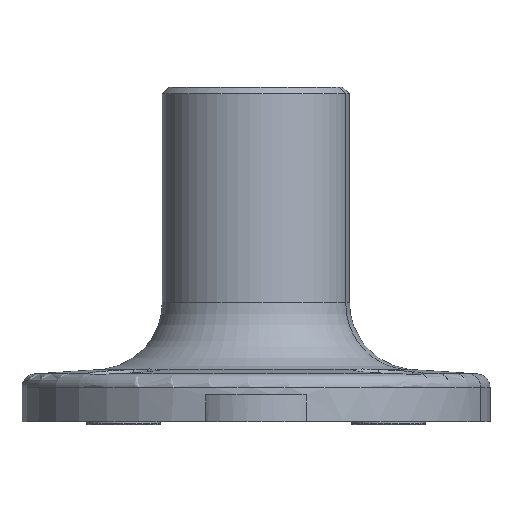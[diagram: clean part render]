
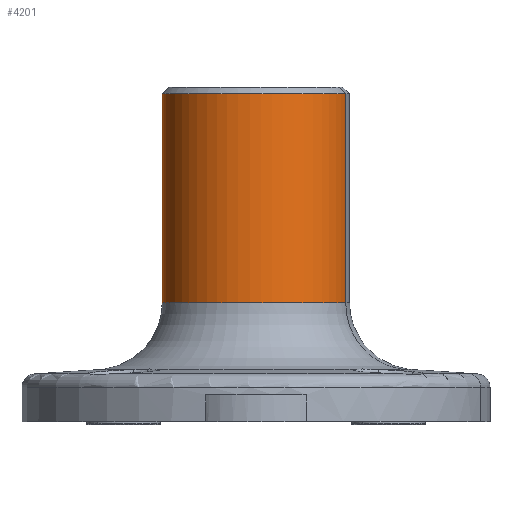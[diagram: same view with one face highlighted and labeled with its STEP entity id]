
A CAD part, front view. The second image highlights one B-rep face of the part: STEP entity #4201.
In plain terms, the highlighted cylindrical face has radius 14 mm (diameter 28 mm), a partial arc.
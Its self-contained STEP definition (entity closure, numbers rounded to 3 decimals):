
#12 = CYLINDRICAL_SURFACE ( 'NONE', #13491, 14. ) ;
#19 = CARTESIAN_POINT ( 'NONE',  ( -2.183, -13.95, 32.845 ) ) ;
#210 = CARTESIAN_POINT ( 'NONE',  ( 12.052, -7.355, 1.601 ) ) ;
#1070 = FACE_OUTER_BOUND ( 'NONE', #6558, .T. ) ;
#1073 = CARTESIAN_POINT ( 'NONE',  ( -11.408, -8.32, 32.845 ) ) ;
#1261 = CARTESIAN_POINT ( 'NONE',  ( 9.753, -10.21, 1.601 ) ) ;
#1284 = CARTESIAN_POINT ( 'NONE',  ( -0.323, -14.116, 32.845 ) ) ;
#1653 = ORIENTED_EDGE ( 'NONE', *, *, #6854, .F. ) ;
#1798 = VERTEX_POINT ( 'NONE', #10257 ) ;
#2192 = CARTESIAN_POINT ( 'NONE',  ( 13.434, -3.942, 32.845 ) ) ;
#2407 = CARTESIAN_POINT ( 'NONE',  ( 12.918, -5.7, 32.845 ) ) ;
#2551 = CARTESIAN_POINT ( 'NONE',  ( 13.434, -3.942, 1.601 ) ) ;
#2896 = ORIENTED_EDGE ( 'NONE', *, *, #5475, .T. ) ;
#3022 = CARTESIAN_POINT ( 'NONE',  ( -13.434, 3.942, 1.601 ) ) ;
#3233 = CARTESIAN_POINT ( 'NONE',  ( -13.95, 2.183, 1.601 ) ) ;
#3249 = DIRECTION ( 'NONE',  ( 0., 0., 1. ) ) ;
#3254 = CARTESIAN_POINT ( 'NONE',  ( -13.434, 3.942, 32.845 ) ) ;
#3338 = VERTEX_POINT ( 'NONE', #5039 ) ;
#3443 = CARTESIAN_POINT ( 'NONE',  ( 13.434, -3.942, 1.601 ) ) ;
#3654 = DIRECTION ( 'NONE',  ( -0.96, 0.282, 0. ) ) ;
#4076 = CARTESIAN_POINT ( 'NONE',  ( -13.434, 3.942, 32.845 ) ) ;
#4201 = ADVANCED_FACE ( 'NONE', ( #1070 ), #12, .T. ) ;
#4219 = CARTESIAN_POINT ( 'NONE',  ( -10.21, -9.753, 1.601 ) ) ;
#4500 = CARTESIAN_POINT ( 'NONE',  ( 12.918, -5.7, 1.601 ) ) ;
#4596 = CARTESIAN_POINT ( 'NONE',  ( -13.95, 2.183, 32.845 ) ) ;
#5039 = CARTESIAN_POINT ( 'NONE',  ( -13.434, 3.942, 1.601 ) ) ;
#5282 = CARTESIAN_POINT ( 'NONE',  ( -13.165, -5.104, 1.601 ) ) ;
#5475 = EDGE_CURVE ( 'NONE', #3338, #7753, #10737, .T. ) ;
#5488 = CARTESIAN_POINT ( 'NONE',  ( 8.32, -11.408, 1.601 ) ) ;
#5578 = CARTESIAN_POINT ( 'NONE',  ( -13.165, -5.104, 32.845 ) ) ;
#5811 = CARTESIAN_POINT ( 'NONE',  ( 13.434, -3.942, 32.845 ) ) ;
#6158 = VERTEX_POINT ( 'NONE', #5811 ) ;
#6400 = ORIENTED_EDGE ( 'NONE', *, *, #13203, .T. ) ;
#6424 = CARTESIAN_POINT ( 'NONE',  ( 0., 0., 8.845 ) ) ;
#6429 = CARTESIAN_POINT ( 'NONE',  ( -7.355, -12.052, 32.845 ) ) ;
#6550 = CARTESIAN_POINT ( 'NONE',  ( 3.321, -13.723, 1.601 ) ) ;
#6558 = EDGE_LOOP ( 'NONE', ( #2896, #6400, #12485, #1653 ) ) ;
#6577 = B_SPLINE_CURVE_WITH_KNOTS ( 'NONE', 1,
 ( #7865, #7030 ),
 .UNSPECIFIED., .F., .F.,
 ( 2, 2 ),
 ( 0., 1. ),
 .UNSPECIFIED. ) ;
#6615 = CARTESIAN_POINT ( 'NONE',  ( -2.183, -13.95, 1.601 ) ) ;
#6639 = CARTESIAN_POINT ( 'NONE',  ( -14.116, 0.323, 32.845 ) ) ;
#6854 = EDGE_CURVE ( 'NONE', #3338, #1798, #7274, .T. ) ;
#7030 = CARTESIAN_POINT ( 'NONE',  ( 13.434, -3.942, 32.845 ) ) ;
#7274 = B_SPLINE_CURVE_WITH_KNOTS ( 'NONE', 1,
 ( #3022, #4076 ),
 .UNSPECIFIED., .F., .F.,
 ( 2, 2 ),
 ( 0., 1. ),
 .UNSPECIFIED. ) ;
#7601 = CARTESIAN_POINT ( 'NONE',  ( -14.116, 0.323, 1.601 ) ) ;
#7669 = CARTESIAN_POINT ( 'NONE',  ( -5.7, -12.918, 1.601 ) ) ;
#7753 = VERTEX_POINT ( 'NONE', #2551 ) ;
#7765 = CARTESIAN_POINT ( 'NONE',  ( 5.104, -13.165, 32.845 ) ) ;
#7865 = CARTESIAN_POINT ( 'NONE',  ( 13.434, -3.942, 1.601 ) ) ;
#8516 = CARTESIAN_POINT ( 'NONE',  ( -7.355, -12.052, 1.601 ) ) ;
#8813 = CARTESIAN_POINT ( 'NONE',  ( -5.7, -12.918, 32.845 ) ) ;
#8884 = CARTESIAN_POINT ( 'NONE',  ( 9.753, -10.21, 32.845 ) ) ;
#9651 = CARTESIAN_POINT ( 'NONE',  ( -10.21, -9.753, 32.845 ) ) ;
#10257 = CARTESIAN_POINT ( 'NONE',  ( -13.434, 3.942, 32.845 ) ) ;
#10737 = B_SPLINE_CURVE_WITH_KNOTS ( 'NONE', 3,
 ( #10760, #3233, #7601, #11880, #5282, #13852, #4219, #8516, #7669, #6615, #10901, #6550, #10834, #5488, #1261, #210, #4500, #3443 ),
 .UNSPECIFIED., .F., .F.,
 ( 4, 2, 2, 2, 2, 2, 2, 2, 4 ),
 ( 0., 0.125, 0.25, 0.375, 0.5, 0.625, 0.75, 0.875, 1. ),
 .UNSPECIFIED. ) ;
#10760 = CARTESIAN_POINT ( 'NONE',  ( -13.434, 3.942, 1.601 ) ) ;
#10834 = CARTESIAN_POINT ( 'NONE',  ( 5.104, -13.165, 1.601 ) ) ;
#10901 = CARTESIAN_POINT ( 'NONE',  ( -0.323, -14.116, 1.601 ) ) ;
#10926 = CARTESIAN_POINT ( 'NONE',  ( -13.723, -3.321, 32.845 ) ) ;
#10961 = B_SPLINE_CURVE_WITH_KNOTS ( 'NONE', 3,
 ( #3254, #4596, #6639, #10926, #5578, #1073, #9651, #6429, #8813, #19, #1284, #13099, #7765, #12886, #8884, #11830, #2407, #2192 ),
 .UNSPECIFIED., .F., .F.,
 ( 4, 2, 2, 2, 2, 2, 2, 2, 4 ),
 ( 0., 0.125, 0.25, 0.375, 0.5, 0.625, 0.75, 0.875, 1. ),
 .UNSPECIFIED. ) ;
#11830 = CARTESIAN_POINT ( 'NONE',  ( 12.052, -7.355, 32.845 ) ) ;
#11880 = CARTESIAN_POINT ( 'NONE',  ( -13.723, -3.321, 1.601 ) ) ;
#12194 = EDGE_CURVE ( 'NONE', #1798, #6158, #10961, .T. ) ;
#12485 = ORIENTED_EDGE ( 'NONE', *, *, #12194, .F. ) ;
#12886 = CARTESIAN_POINT ( 'NONE',  ( 8.32, -11.408, 32.845 ) ) ;
#13099 = CARTESIAN_POINT ( 'NONE',  ( 3.321, -13.723, 32.845 ) ) ;
#13203 = EDGE_CURVE ( 'NONE', #7753, #6158, #6577, .T. ) ;
#13491 = AXIS2_PLACEMENT_3D ( 'NONE', #6424, #3249, #3654 ) ;
#13852 = CARTESIAN_POINT ( 'NONE',  ( -11.408, -8.32, 1.601 ) ) ;
